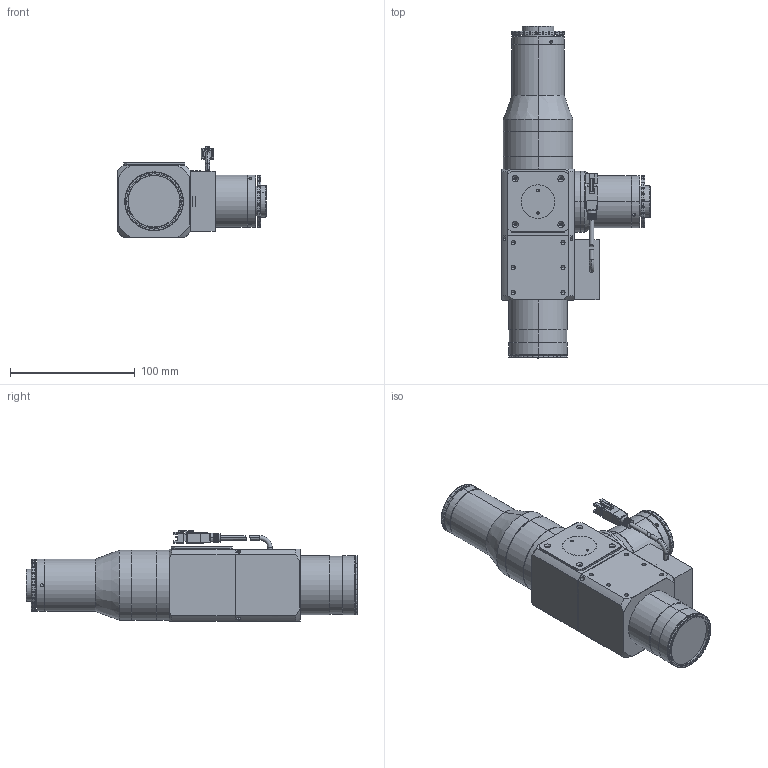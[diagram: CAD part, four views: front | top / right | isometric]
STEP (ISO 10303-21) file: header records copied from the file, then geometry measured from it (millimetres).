
FILE_DESCRIPTION (( 'STEP AP203' ), '1' );
FILE_NAME ('RK-DTC25-6-55F.STEP', '2025-09-09T10:21:19', ( 'Windows 蚚誧' ), ( 'Organization' ), 'SwSTEP 2.0', 'SolidWorks 2018', '' );
FILE_SCHEMA (( 'CONFIG_CONTROL_DESIGN' ));
Length unit declared in the file: millimetre
Products named in the file (1): RK-DTC25-6-55F
Bounding box: 118.86 x 266.21 x 72.84 mm (x, y, z)
Volume: 409354.8 mm3; surface area: 169695.2 mm2
Topology: 20 solids, 20 shells, 1362 faces, 3354 edges, 2072 vertices
Faces by surface type: cylinder 519, cone 432, plane 378, bspline 14, sphere 13, torus 6
Entity records: 44726 total; most frequent: CARTESIAN_POINT 12607, DIRECTION 6849, ORIENTED_EDGE 6580, EDGE_CURVE 3290, AXIS2_PLACEMENT_3D 2732, VERTEX_POINT 2072, EDGE_LOOP 1544, LINE 1385
